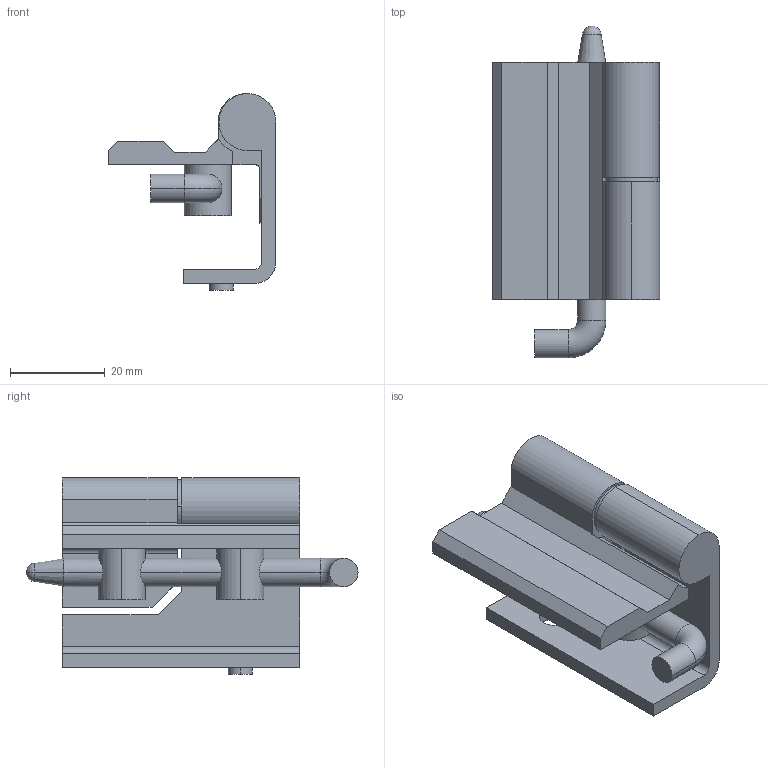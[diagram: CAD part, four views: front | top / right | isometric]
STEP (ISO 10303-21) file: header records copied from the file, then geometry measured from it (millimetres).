
FILE_DESCRIPTION(('STEP AP214'),'1');
FILE_NAME('cctmp_82B45AAE-D87B-4BAC-B0D4-3003B4D8F2C3_2023_07_22_17_43_23_0496..stp','2023-07-22T15:43:23',('SIEMENS A&D'),('CADClick - www.CADClick.com'),'Spatial InterOp 3D postprocessed',' ','unknown authorization');
FILE_SCHEMA(('AUTOMOTIVE_DESIGN'));
Length unit declared in the file: millimetre
Products named in the file (1): 2023_07_22_17_43_23_0492
Bounding box: 35.35 x 70 x 41.5 mm (x, y, z)
Volume: 21307.1 mm3; surface area: 11719.9 mm2
Topology: 1 solids, 1 shells, 65 faces, 163 edges, 105 vertices
Faces by surface type: plane 33, cylinder 26, torus 2, cone 2, sphere 2
Entity records: 3468 total; most frequent: CARTESIAN_POINT 596, DIRECTION 335, STYLED_ITEM 332, PRESENTATION_STYLE_ASSIGNMENT 332, ORIENTED_EDGE 322, EDGE_CURVE 161, CURVE_STYLE 161, DRAUGHTING_PRE_DEFINED_CURVE_FONT 161
